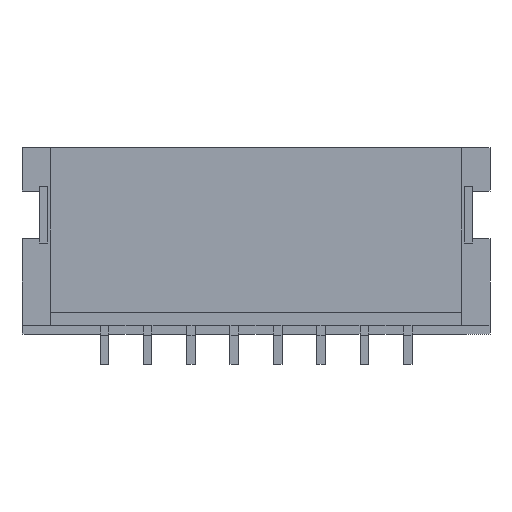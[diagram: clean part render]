
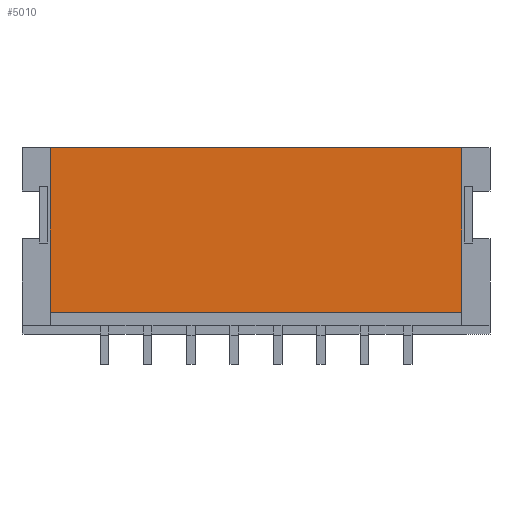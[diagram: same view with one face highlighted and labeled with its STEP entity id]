
A CAD part, front view. The second image highlights one B-rep face of the part: STEP entity #5010.
In plain terms, the highlighted planar face has unit normal (0, -1, 0).
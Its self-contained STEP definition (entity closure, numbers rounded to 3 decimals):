
#394 = CARTESIAN_POINT ( 'NONE',  ( -4.75, 0.05, -1.3 ) ) ;
#408 = CARTESIAN_POINT ( 'NONE',  ( 4.75, 0.05, -1.3 ) ) ;
#455 = CARTESIAN_POINT ( 'NONE',  ( 4.75, 0.05, 2.5 ) ) ;
#1667 = EDGE_CURVE ( 'NONE', #5617, #5085, #6003, .T. ) ;
#1743 = EDGE_CURVE ( 'NONE', #5096, #5066, #6150, .T. ) ;
#1767 = EDGE_CURVE ( 'NONE', #5096, #5617, #6202, .T. ) ;
#1777 = EDGE_CURVE ( 'NONE', #5066, #5085, #5635, .T. ) ;
#3556 = FACE_OUTER_BOUND ( 'NONE', #7200, .T. ) ;
#4150 = PLANE ( 'NONE',  #6458 ) ;
#4156 = CARTESIAN_POINT ( 'NONE',  ( 6., 0.05, -1.3 ) ) ;
#4161 = DIRECTION ( 'NONE',  ( 0., 0., -1. ) ) ;
#4172 = DIRECTION ( 'NONE',  ( 0., -1., 0. ) ) ;
#4333 = CARTESIAN_POINT ( 'NONE',  ( 6., 0.05, 2.5 ) ) ;
#4339 = DIRECTION ( 'NONE',  ( 1., 0., 0. ) ) ;
#4485 = DIRECTION ( 'NONE',  ( 1., 0., 0. ) ) ;
#4496 = CARTESIAN_POINT ( 'NONE',  ( 6., 0.05, -1.3 ) ) ;
#4540 = CARTESIAN_POINT ( 'NONE',  ( -4.75, 0.05, -1.3 ) ) ;
#4541 = DIRECTION ( 'NONE',  ( 0., 0., 1. ) ) ;
#4560 = CARTESIAN_POINT ( 'NONE',  ( 4.75, 0.05, -1.3 ) ) ;
#4582 = DIRECTION ( 'NONE',  ( 0., 0., 1. ) ) ;
#5010 = ADVANCED_FACE ( 'NONE', ( #3556 ), #4150, .T. ) ;
#5066 = VERTEX_POINT ( 'NONE', #408 ) ;
#5085 = VERTEX_POINT ( 'NONE', #455 ) ;
#5096 = VERTEX_POINT ( 'NONE', #394 ) ;
#5617 = VERTEX_POINT ( 'NONE', #6280 ) ;
#5628 = VECTOR ( 'NONE', #4582, 1000. ) ;
#5635 = LINE ( 'NONE', #4560, #5628 ) ;
#6003 = LINE ( 'NONE', #4333, #6004 ) ;
#6004 = VECTOR ( 'NONE', #4339, 1000. ) ;
#6150 = LINE ( 'NONE', #4496, #6190 ) ;
#6190 = VECTOR ( 'NONE', #4485, 1000. ) ;
#6199 = VECTOR ( 'NONE', #4541, 1000. ) ;
#6202 = LINE ( 'NONE', #4540, #6199 ) ;
#6280 = CARTESIAN_POINT ( 'NONE',  ( -4.75, 0.05, 2.5 ) ) ;
#6458 = AXIS2_PLACEMENT_3D ( 'NONE', #4156, #4172, #4161 ) ;
#6690 = ORIENTED_EDGE ( 'NONE', *, *, #1667, .F. ) ;
#6711 = ORIENTED_EDGE ( 'NONE', *, *, #1743, .T. ) ;
#6737 = ORIENTED_EDGE ( 'NONE', *, *, #1767, .F. ) ;
#6744 = ORIENTED_EDGE ( 'NONE', *, *, #1777, .T. ) ;
#7200 = EDGE_LOOP ( 'NONE', ( #6711, #6744, #6690, #6737 ) ) ;
